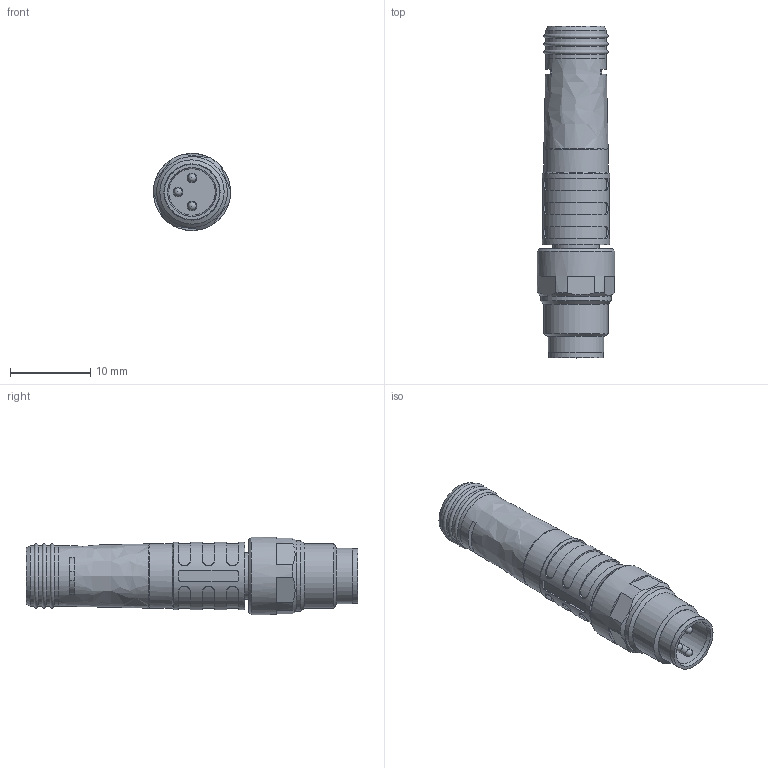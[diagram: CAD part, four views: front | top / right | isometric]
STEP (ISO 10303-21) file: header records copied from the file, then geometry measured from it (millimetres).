
FILE_DESCRIPTION(/* description */ (''),/* implementation_level */ '2;1');
FILE_NAME(/* name */ 'AL-SSP3-AS.stp',/* time_stamp */ '2018-09-12T13:54:55+02:00',/* author */ (''),/* organization */ (''),/* preprocessor_version */ 'ST-DEVELOPER v16',/* originating_system */ 'SIEMENS PLM Software NX 10.0',/* authorisation */ '');
FILE_SCHEMA (('AUTOMOTIVE_DESIGN { 1 0 10303 214 3 1 1 1 }'));
Length unit declared in the file: millimetre
Products named in the file (1): AL-SSP3-AS
Bounding box: 9.59 x 41.3 x 9.59 mm (x, y, z)
Volume: 1994.2 mm3; surface area: 1434.1 mm2
Topology: 1 solids, 1 shells, 122 faces, 303 edges, 198 vertices
Faces by surface type: plane 56, cylinder 48, cone 10, torus 3, sphere 3, bspline 2
Full cylindrical faces by diameter (mm): 1 x3, 5.775 x1, 5.8 x1, 6.85 x1, 6.9 x1, 7.5 x4, 8 x2, 8.4 x1, 8.8 x1, 9.6 x1
Entity records: 4196 total; most frequent: CARTESIAN_POINT 1545, DIRECTION 548, ORIENTED_EDGE 492, EDGE_CURVE 246, AXIS2_PLACEMENT_3D 225, VERTEX_POINT 178, EDGE_LOOP 174, ADVANCED_FACE 122
